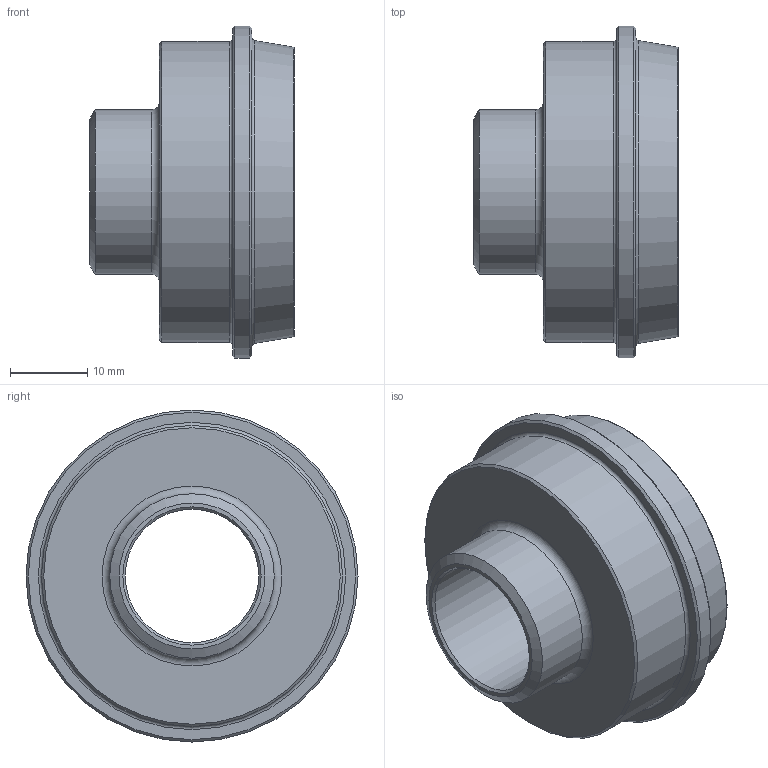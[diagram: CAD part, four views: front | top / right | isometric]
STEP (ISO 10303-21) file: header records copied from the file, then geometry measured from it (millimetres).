
FILE_DESCRIPTION(/* description */ (''),/* implementation_level */ '2;1');
FILE_NAME(/* name */ '3D_R134-SE-21.3-33.7_171011222.stp',/* time_stamp */ '2021-06-25T10:35:22+02:00',/* author */ ('cad'),/* organization */ (''),/* preprocessor_version */ 'ST-DEVELOPER v18.1',/* originating_system */ 'Autodesk Inventor 2022',/* authorisation */ '');
FILE_SCHEMA (('AUTOMOTIVE_DESIGN { 1 0 10303 214 3 1 1 }'));
Length unit declared in the file: millimetre
Products named in the file (1): 3D_R134-SE-21.3-33.7_171011222
Bounding box: 26.5 x 43 x 43 mm (x, y, z)
Volume: 17370.6 mm3; surface area: 6223.7 mm2
Topology: 1 solids, 1 shells, 20 faces, 43 edges, 28 vertices
Faces by surface type: cone 7, plane 5, cylinder 4, torus 4
Full cylindrical faces by diameter (mm): 17.3 x1, 21.3 x1, 39 x1, 43 x1
Entity records: 608 total; most frequent: DIRECTION 117, CARTESIAN_POINT 92, ORIENTED_EDGE 86, AXIS2_PLACEMENT_3D 53, EDGE_CURVE 43, CIRCLE 32, VERTEX_POINT 28, EDGE_LOOP 25
